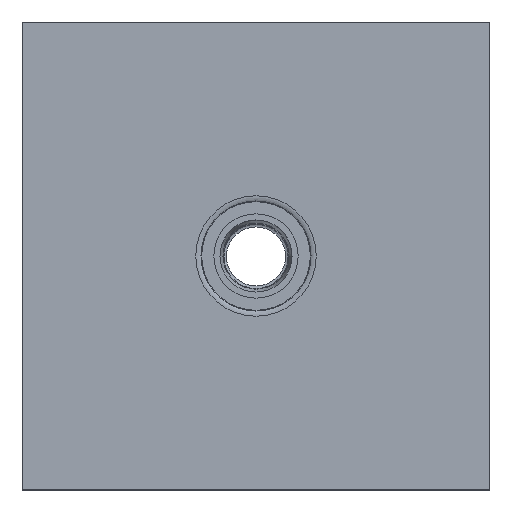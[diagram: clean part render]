
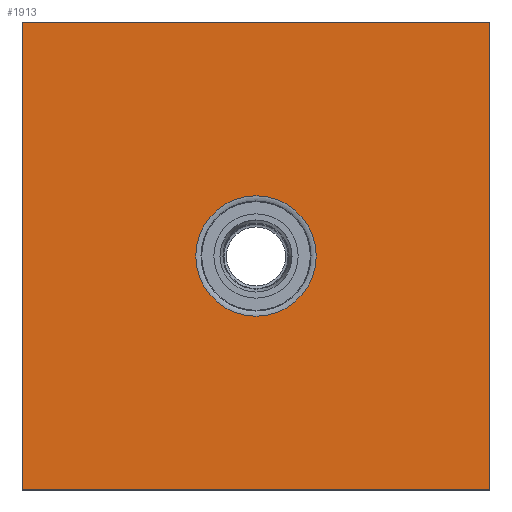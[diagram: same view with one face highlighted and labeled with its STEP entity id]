
A CAD part, top view. The second image highlights one B-rep face of the part: STEP entity #1913.
In plain terms, the highlighted planar face has unit normal (0, 0, 1).
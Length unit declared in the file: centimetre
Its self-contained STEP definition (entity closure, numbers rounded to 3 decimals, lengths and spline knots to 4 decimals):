
#65=FACE_BOUND('',#378,.T.);
#83=PLANE('',#2225);
#235=FACE_OUTER_BOUND('',#377,.T.);
#377=EDGE_LOOP('',(#1679,#1680,#1681,#1682));
#378=EDGE_LOOP('',(#1683));
#456=LINE('',#3494,#525);
#461=LINE('',#3504,#530);
#462=LINE('',#3506,#531);
#463=LINE('',#3507,#532);
#525=VECTOR('',#2890,1.);
#530=VECTOR('',#2899,1.);
#531=VECTOR('',#2900,1.);
#532=VECTOR('',#2901,1.);
#726=CIRCLE('',#2221,64.3137);
#898=VERTEX_POINT('',#3484);
#901=VERTEX_POINT('',#3491);
#902=VERTEX_POINT('',#3493);
#905=VERTEX_POINT('',#3503);
#906=VERTEX_POINT('',#3505);
#1159=EDGE_CURVE('',#898,#898,#726,.T.);
#1163=EDGE_CURVE('',#902,#901,#456,.T.);
#1168=EDGE_CURVE('',#902,#905,#461,.T.);
#1169=EDGE_CURVE('',#906,#901,#462,.T.);
#1170=EDGE_CURVE('',#905,#906,#463,.T.);
#1679=ORIENTED_EDGE('',*,*,#1168,.F.);
#1680=ORIENTED_EDGE('',*,*,#1163,.T.);
#1681=ORIENTED_EDGE('',*,*,#1169,.F.);
#1682=ORIENTED_EDGE('',*,*,#1170,.F.);
#1683=ORIENTED_EDGE('',*,*,#1159,.T.);
#1913=ADVANCED_FACE('',(#235,#65),#83,.F.);
#2221=AXIS2_PLACEMENT_3D('',#3485,#2882,#2883);
#2225=AXIS2_PLACEMENT_3D('',#3502,#2897,#2898);
#2882=DIRECTION('center_axis',(0.,0.,-1.));
#2883=DIRECTION('ref_axis',(1.,0.,0.));
#2890=DIRECTION('',(0.,-1.,0.));
#2897=DIRECTION('center_axis',(0.,0.,-1.));
#2898=DIRECTION('ref_axis',(0.,-1.,0.));
#2899=DIRECTION('',(1.,0.,0.));
#2900=DIRECTION('',(-1.,0.,0.));
#2901=DIRECTION('',(0.,-1.,0.));
#3484=CARTESIAN_POINT('',(938.8114,220.7782,723.8939));
#3485=CARTESIAN_POINT('Origin',(938.8114,285.0919,723.8939));
#3491=CARTESIAN_POINT('',(688.8114,35.0919,723.8939));
#3493=CARTESIAN_POINT('',(688.8114,535.0919,723.8939));
#3494=CARTESIAN_POINT('',(688.8114,285.0919,723.8939));
#3502=CARTESIAN_POINT('Origin',(938.8114,285.0919,723.8939));
#3503=CARTESIAN_POINT('',(1188.8114,535.0919,723.8939));
#3504=CARTESIAN_POINT('',(938.8114,535.0919,723.8939));
#3505=CARTESIAN_POINT('',(1188.8114,35.0919,723.8939));
#3506=CARTESIAN_POINT('',(938.8114,35.0919,723.8939));
#3507=CARTESIAN_POINT('',(1188.8114,285.0919,723.8939));
